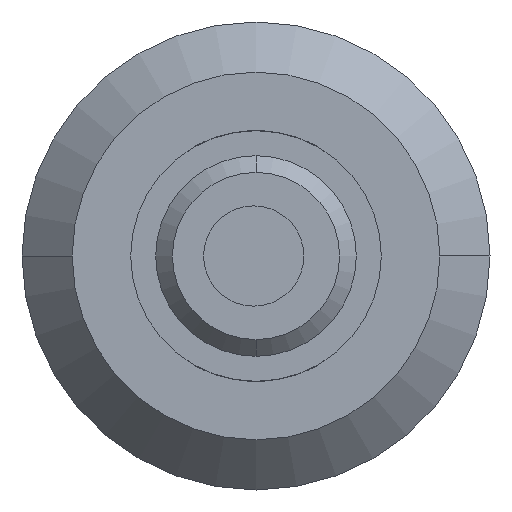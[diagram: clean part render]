
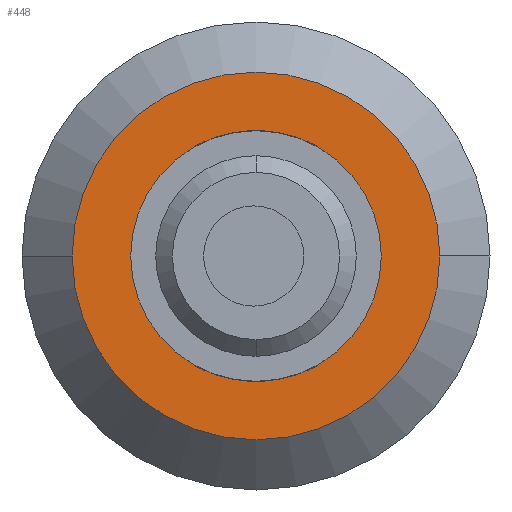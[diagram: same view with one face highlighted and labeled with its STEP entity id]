
A CAD part, left-side view. The second image highlights one B-rep face of the part: STEP entity #448.
In plain terms, the highlighted planar face has unit normal (-1, 0, 0).
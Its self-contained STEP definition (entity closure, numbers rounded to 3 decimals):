
#27 = CIRCLE ( 'NONE', #870, 7.5 ) ;
#42 = EDGE_LOOP ( 'NONE', ( #822, #454 ) ) ;
#91 = DIRECTION ( 'NONE',  ( -1., 0., 0. ) ) ;
#94 = DIRECTION ( 'NONE',  ( 0., -1., 0. ) ) ;
#96 = CIRCLE ( 'NONE', #517, 11. ) ;
#101 = VERTEX_POINT ( 'NONE', #370 ) ;
#102 = ORIENTED_EDGE ( 'NONE', *, *, #559, .T. ) ;
#163 = FACE_BOUND ( 'NONE', #900, .T. ) ;
#166 = PLANE ( 'NONE',  #751 ) ;
#196 = CARTESIAN_POINT ( 'NONE',  ( 62., 1.5, 0. ) ) ;
#210 = DIRECTION ( 'NONE',  ( 1., 0., 0. ) ) ;
#265 = DIRECTION ( 'NONE',  ( 1., 0., 0. ) ) ;
#268 = CARTESIAN_POINT ( 'NONE',  ( 62., -6., 0. ) ) ;
#370 = CARTESIAN_POINT ( 'NONE',  ( 62., -17., 0. ) ) ;
#422 = CARTESIAN_POINT ( 'NONE',  ( 62., 5., 0. ) ) ;
#440 = DIRECTION ( 'NONE',  ( -1., 0., 0. ) ) ;
#448 = ADVANCED_FACE ( 'NONE', ( #452, #163 ), #166, .T. ) ;
#452 = FACE_OUTER_BOUND ( 'NONE', #42, .T. ) ;
#454 = ORIENTED_EDGE ( 'NONE', *, *, #666, .T. ) ;
#456 = VERTEX_POINT ( 'NONE', #422 ) ;
#464 = CARTESIAN_POINT ( 'NONE',  ( 62., -6., 0. ) ) ;
#517 = AXIS2_PLACEMENT_3D ( 'NONE', #573, #91, #94 ) ;
#529 = CARTESIAN_POINT ( 'NONE',  ( 62., -13.5, 0. ) ) ;
#535 = CIRCLE ( 'NONE', #641, 7.5 ) ;
#537 = DIRECTION ( 'NONE',  ( -1., 0., 0. ) ) ;
#553 = VERTEX_POINT ( 'NONE', #529 ) ;
#559 = EDGE_CURVE ( 'NONE', #970, #553, #27, .T. ) ;
#573 = CARTESIAN_POINT ( 'NONE',  ( 62., -6., 0. ) ) ;
#575 = CARTESIAN_POINT ( 'NONE',  ( 62., 1.5, 0. ) ) ;
#611 = CARTESIAN_POINT ( 'NONE',  ( 62., -6., 0. ) ) ;
#641 = AXIS2_PLACEMENT_3D ( 'NONE', #268, #265, #665 ) ;
#665 = DIRECTION ( 'NONE',  ( 0., 1., 0. ) ) ;
#666 = EDGE_CURVE ( 'NONE', #101, #456, #96, .T. ) ;
#744 = EDGE_CURVE ( 'NONE', #553, #970, #535, .T. ) ;
#750 = DIRECTION ( 'NONE',  ( 0., -1., 0. ) ) ;
#751 = AXIS2_PLACEMENT_3D ( 'NONE', #196, #440, #750 ) ;
#788 = EDGE_CURVE ( 'NONE', #456, #101, #882, .T. ) ;
#822 = ORIENTED_EDGE ( 'NONE', *, *, #788, .T. ) ;
#832 = ORIENTED_EDGE ( 'NONE', *, *, #744, .T. ) ;
#870 = AXIS2_PLACEMENT_3D ( 'NONE', #611, #210, #998 ) ;
#882 = CIRCLE ( 'NONE', #886, 11. ) ;
#886 = AXIS2_PLACEMENT_3D ( 'NONE', #464, #537, #1004 ) ;
#900 = EDGE_LOOP ( 'NONE', ( #102, #832 ) ) ;
#970 = VERTEX_POINT ( 'NONE', #575 ) ;
#998 = DIRECTION ( 'NONE',  ( 0., 1., 0. ) ) ;
#1004 = DIRECTION ( 'NONE',  ( 0., -1., 0. ) ) ;
